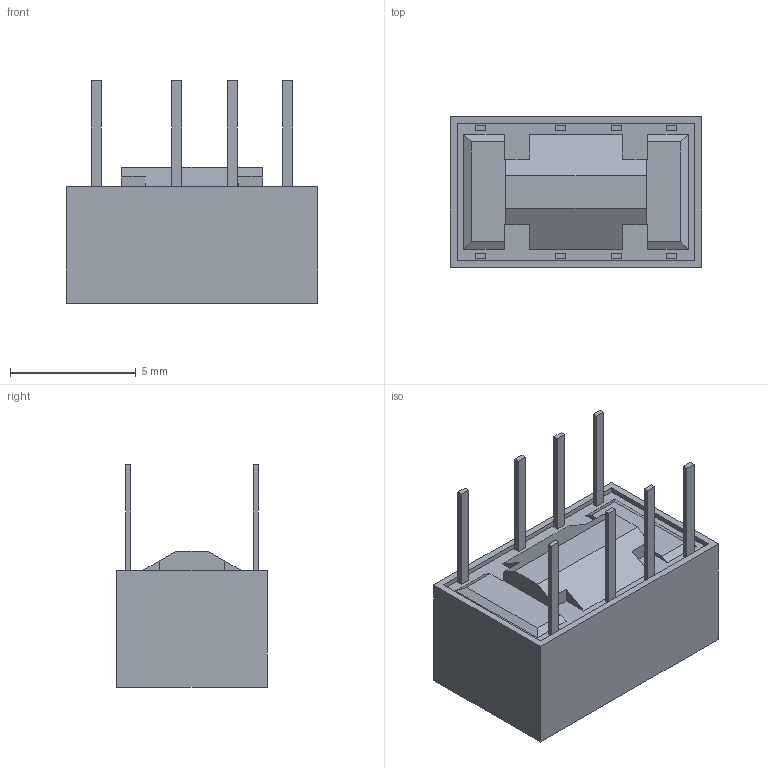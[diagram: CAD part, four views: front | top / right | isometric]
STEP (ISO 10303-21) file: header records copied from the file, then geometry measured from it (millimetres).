
FILE_DESCRIPTION((''),'2;1');
FILE_NAME('C-1462037-4','2008-12-30T',('workeradm'),('Tyco Electronics Corporation'),'PRO/ENGINEER BY PARAMETRIC TECHNOLOGY CORPORATION, 2005450','PRO/ENGINEER BY PARAMETRIC TECHNOLOGY CORPORATION, 2005450','');
FILE_SCHEMA(('CONFIG_CONTROL_DESIGN', 'GEOMETRIC_VALIDATION_PROPERTIES_MIM'));
Length unit declared in the file: millimetre
Products named in the file (1): C-1462037-4
Bounding box: 10 x 6 x 8.85 mm (x, y, z)
Volume: 287.2 mm3; surface area: 328.1 mm2
Topology: 1 solids, 1 shells, 92 faces, 234 edges, 156 vertices
Faces by surface type: plane 85, cylinder 7
Entity records: 2861 total; most frequent: CARTESIAN_POINT 483, ORIENTED_EDGE 468, DIRECTION 432, EDGE_CURVE 234, VECTOR 220, LINE 220, VERTEX_POINT 156, AXIS2_PLACEMENT_3D 106
